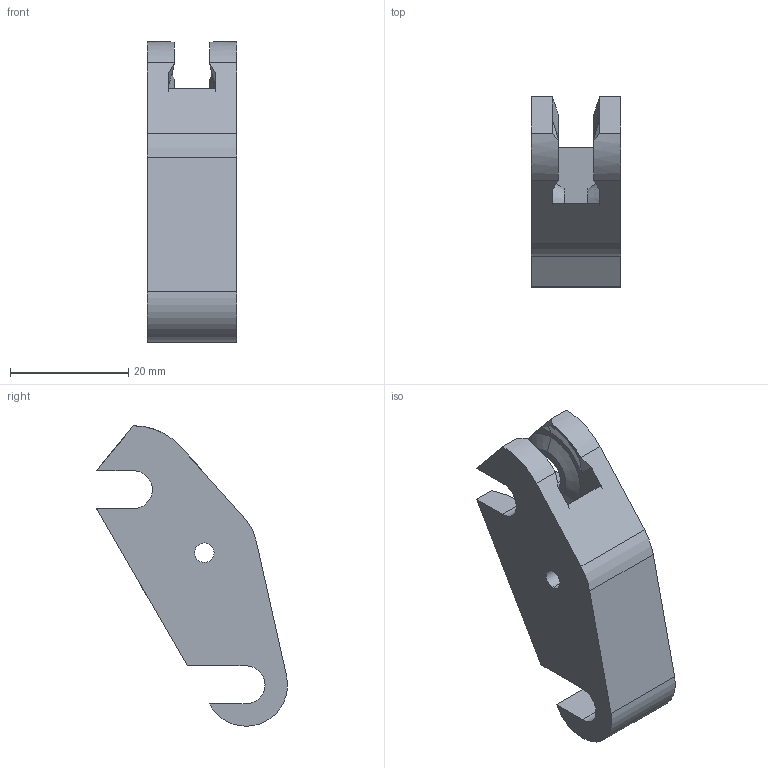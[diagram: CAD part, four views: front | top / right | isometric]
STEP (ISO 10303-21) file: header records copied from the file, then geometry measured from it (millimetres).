
FILE_DESCRIPTION (( 'STEP AP214' ), '1' );
FILE_NAME ('y-idler-bracket.STEP', '2011-11-06T14:46:34', ( 'Owner' ), ( '22ndstreetcomputers.com' ), 'SwSTEP 2.0', 'SolidWorks 2010', '' );
FILE_SCHEMA (( 'AUTOMOTIVE_DESIGN' ));
Length unit declared in the file: millimetre
Products named in the file (1): y-idler-bracket
Bounding box: 15.2 x 32.27 x 50.8 mm (x, y, z)
Volume: 8441.6 mm3; surface area: 4892.9 mm2
Topology: 1 solids, 1 shells, 68 faces, 185 edges, 121 vertices
Faces by surface type: plane 38, cone 15, cylinder 15
Entity records: 2218 total; most frequent: CARTESIAN_POINT 437, ORIENTED_EDGE 370, DIRECTION 366, EDGE_CURVE 185, AXIS2_PLACEMENT_3D 130, VERTEX_POINT 121, LINE 106, VECTOR 106
